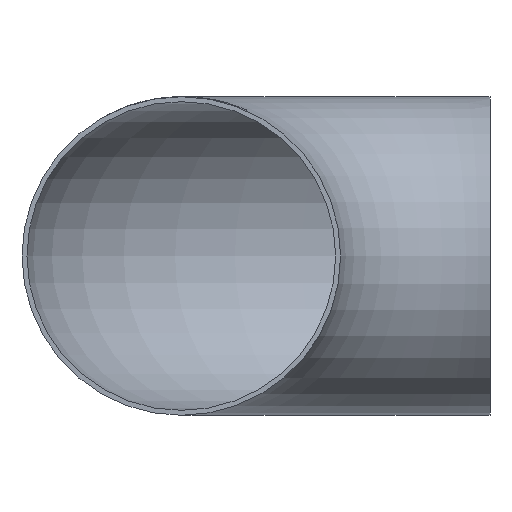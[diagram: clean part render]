
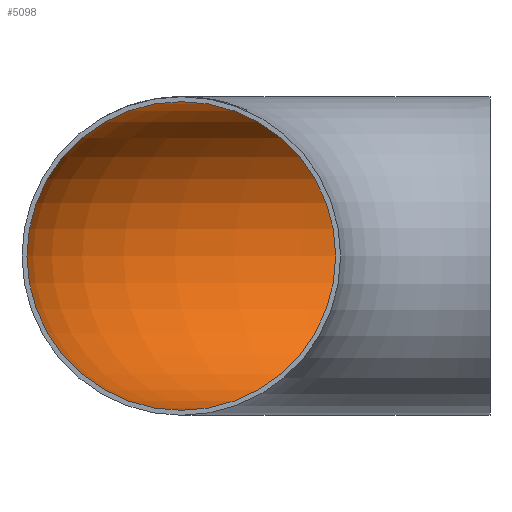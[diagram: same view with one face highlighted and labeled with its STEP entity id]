
A CAD part, front view. The second image highlights one B-rep face of the part: STEP entity #5098.
In plain terms, the highlighted toroidal (fillet/blend) face has major radius 125 mm and minor radius 62.5 mm.
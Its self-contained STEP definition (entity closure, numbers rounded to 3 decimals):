
#559 = AXIS2_PLACEMENT_3D ( 'NONE', #17093, #4246, #11468 ) ;
#1737 = EDGE_LOOP ( 'NONE', ( #21387 ) ) ;
#1798 = FACE_OUTER_BOUND ( 'NONE', #1737, .T. ) ;
#4152 = CARTESIAN_POINT ( 'NONE',  ( -125., 0., 0. ) ) ;
#4246 = DIRECTION ( 'NONE',  ( 1., 0., 0. ) ) ;
#4706 = TOROIDAL_SURFACE ( 'NONE', #12256, 125., 62.5 ) ;
#5098 = ADVANCED_FACE ( 'NONE', ( #13824, #1798 ), #4706, .F. ) ;
#5308 = EDGE_LOOP ( 'NONE', ( #13612 ) ) ;
#5510 = DIRECTION ( 'NONE',  ( -1., 0., 0. ) ) ;
#5868 = CARTESIAN_POINT ( 'NONE',  ( 0., 187.5, 0. ) ) ;
#7498 = DIRECTION ( 'NONE',  ( 0., 0., -1. ) ) ;
#7523 = EDGE_CURVE ( 'NONE', #21079, #21079, #9640, .T. ) ;
#9589 = DIRECTION ( 'NONE',  ( 0., 0., 1. ) ) ;
#9640 = CIRCLE ( 'NONE', #13823, 62.5 ) ;
#10202 = CARTESIAN_POINT ( 'NONE',  ( -125., 0., 62.5 ) ) ;
#10828 = CARTESIAN_POINT ( 'NONE',  ( 0., 0., 0. ) ) ;
#11375 = DIRECTION ( 'NONE',  ( 0., 1., 0. ) ) ;
#11468 = DIRECTION ( 'NONE',  ( 0., 1., 0. ) ) ;
#12256 = AXIS2_PLACEMENT_3D ( 'NONE', #10828, #7498, #5510 ) ;
#13134 = EDGE_CURVE ( 'NONE', #13650, #13650, #15757, .T. ) ;
#13612 = ORIENTED_EDGE ( 'NONE', *, *, #13134, .T. ) ;
#13650 = VERTEX_POINT ( 'NONE', #5868 ) ;
#13823 = AXIS2_PLACEMENT_3D ( 'NONE', #4152, #11375, #9589 ) ;
#13824 = FACE_OUTER_BOUND ( 'NONE', #5308, .T. ) ;
#15757 = CIRCLE ( 'NONE', #559, 62.5 ) ;
#17093 = CARTESIAN_POINT ( 'NONE',  ( 0., 125., 0. ) ) ;
#21079 = VERTEX_POINT ( 'NONE', #10202 ) ;
#21387 = ORIENTED_EDGE ( 'NONE', *, *, #7523, .F. ) ;
